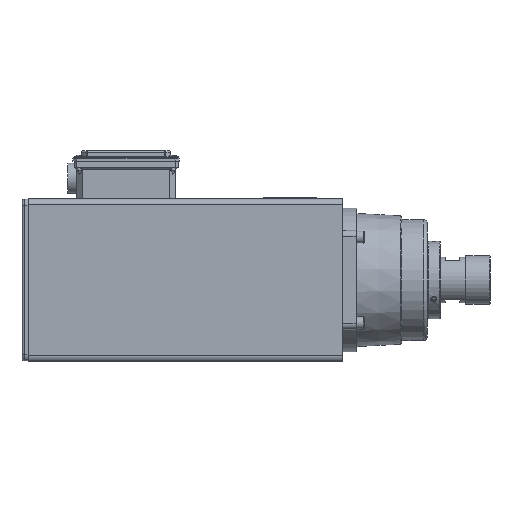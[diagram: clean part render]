
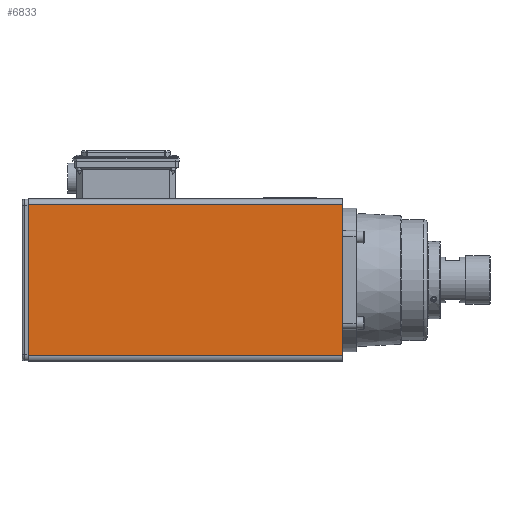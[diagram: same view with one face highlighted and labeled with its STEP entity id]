
A CAD part, left-side view. The second image highlights one B-rep face of the part: STEP entity #6833.
In plain terms, the highlighted planar face has unit normal (-1, 0, 0).
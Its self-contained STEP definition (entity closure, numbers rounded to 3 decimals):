
#6833 = ADVANCED_FACE( '', ( #14298 ), #14299, .T. );
#14298 = FACE_OUTER_BOUND( '', #21861, .T. );
#14299 = PLANE( '', #21862 );
#21861 = EDGE_LOOP( '', ( #41693, #41694, #41695, #41696 ) );
#21862 = AXIS2_PLACEMENT_3D( '', #41697, #41698, #41699 );
#41693 = ORIENTED_EDGE( '', *, *, #42729, .T. );
#41694 = ORIENTED_EDGE( '', *, *, #42662, .T. );
#41695 = ORIENTED_EDGE( '', *, *, #46995, .F. );
#41696 = ORIENTED_EDGE( '', *, *, #43931, .T. );
#41697 = CARTESIAN_POINT( '', ( -60.4, 260., 67.25 ) );
#41698 = DIRECTION( '', ( -1., 0., 0. ) );
#41699 = DIRECTION( '', ( 0., 0., 1. ) );
#42662 = EDGE_CURVE( '', #50837, #50841, #50843, .T. );
#42729 = EDGE_CURVE( '', #50960, #50837, #50961, .T. );
#43931 = EDGE_CURVE( '', #53001, #50960, #53002, .F. );
#46995 = EDGE_CURVE( '', #53001, #50841, #57629, .T. );
#50837 = VERTEX_POINT( '', #62601 );
#50841 = VERTEX_POINT( '', #62606 );
#50843 = LINE( '', #62608, #62609 );
#50960 = VERTEX_POINT( '', #62771 );
#50961 = LINE( '', #62772, #62773 );
#53001 = VERTEX_POINT( '', #65728 );
#53002 = LINE( '', #65729, #65730 );
#57629 = LINE( '', #72953, #72954 );
#62601 = CARTESIAN_POINT( '', ( -60.4, 260., -62.75 ) );
#62606 = CARTESIAN_POINT( '', ( -60.4, 0., -62.75 ) );
#62608 = CARTESIAN_POINT( '', ( -60.4, 260., -62.75 ) );
#62609 = VECTOR( '', #78400, 1000. );
#62771 = CARTESIAN_POINT( '', ( -60.4, 260., 62.25 ) );
#62772 = CARTESIAN_POINT( '', ( -60.4, 260., 67.25 ) );
#62773 = VECTOR( '', #78481, 1000. );
#65728 = CARTESIAN_POINT( '', ( -60.4, 0., 62.25 ) );
#65729 = CARTESIAN_POINT( '', ( -60.4, 260., 62.25 ) );
#65730 = VECTOR( '', #79746, 1000. );
#72953 = CARTESIAN_POINT( '', ( -60.4, 0., 67.25 ) );
#72954 = VECTOR( '', #82744, 1000. );
#78400 = DIRECTION( '', ( 0., -1., 0. ) );
#78481 = DIRECTION( '', ( 0., 0., -1. ) );
#79746 = DIRECTION( '', ( 0., -1., 0. ) );
#82744 = DIRECTION( '', ( 0., 0., -1. ) );
